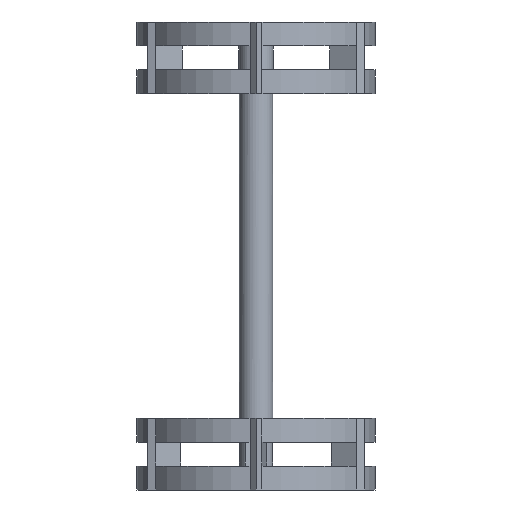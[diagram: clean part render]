
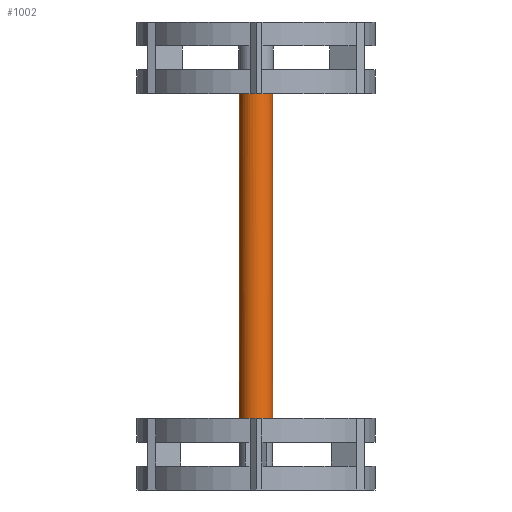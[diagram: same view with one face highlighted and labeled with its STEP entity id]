
A CAD part, front view. The second image highlights one B-rep face of the part: STEP entity #1002.
In plain terms, the highlighted cylindrical face has radius 14 mm (diameter 28 mm), a partial arc.
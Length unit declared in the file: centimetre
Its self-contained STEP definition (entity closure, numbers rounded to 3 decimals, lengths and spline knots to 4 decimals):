
#136 = CIRCLE ( 'NONE', #1031, 1.4 ) ;
#202 = EDGE_CURVE ( 'NONE', #4007, #7149, #4533, .T. ) ;
#226 = DIRECTION ( 'NONE',  ( 1., 0., 0. ) ) ;
#234 = AXIS2_PLACEMENT_3D ( 'NONE', #4925, #3282, #6661 ) ;
#462 = CARTESIAN_POINT ( 'NONE',  ( -1.4, 0., 0. ) ) ;
#558 = VERTEX_POINT ( 'NONE', #2467 ) ;
#591 = CARTESIAN_POINT ( 'NONE',  ( 0., 0., -27.2 ) ) ;
#860 = EDGE_CURVE ( 'NONE', #870, #2286, #1763, .T. ) ;
#870 = VERTEX_POINT ( 'NONE', #3437 ) ;
#871 = DIRECTION ( 'NONE',  ( 1., 0., 0. ) ) ;
#907 = CARTESIAN_POINT ( 'NONE',  ( 0., 0., -27.2 ) ) ;
#1002 = ADVANCED_FACE ( 'NONE', ( #6899 ), #1856, .T. ) ;
#1031 = AXIS2_PLACEMENT_3D ( 'NONE', #6902, #5259, #226 ) ;
#1131 = ORIENTED_EDGE ( 'NONE', *, *, #202, .T. ) ;
#1136 = EDGE_CURVE ( 'NONE', #2678, #7149, #2979, .T. ) ;
#1146 = DIRECTION ( 'NONE',  ( 0., 0., 1. ) ) ;
#1252 = DIRECTION ( 'NONE',  ( 1., 0., 0. ) ) ;
#1290 = AXIS2_PLACEMENT_3D ( 'NONE', #2478, #6892, #3532 ) ;
#1369 = CARTESIAN_POINT ( 'NONE',  ( 1.3825, -0.2208, -27.2 ) ) ;
#1390 = CARTESIAN_POINT ( 'NONE',  ( 0., 0., 0. ) ) ;
#1436 = AXIS2_PLACEMENT_3D ( 'NONE', #2340, #1146, #1252 ) ;
#1496 = ORIENTED_EDGE ( 'NONE', *, *, #1136, .F. ) ;
#1528 = EDGE_CURVE ( 'NONE', #558, #6774, #3968, .T. ) ;
#1660 = CARTESIAN_POINT ( 'NONE',  ( -0.5, -1.3077, -27.2 ) ) ;
#1675 = EDGE_LOOP ( 'NONE', ( #5247, #3712, #5674, #5337, #3768, #6571, #6853, #4739, #1131, #1496 ) ) ;
#1678 = DIRECTION ( 'NONE',  ( 0., 0., 1. ) ) ;
#1706 = AXIS2_PLACEMENT_3D ( 'NONE', #6234, #4496, #6255 ) ;
#1763 = CIRCLE ( 'NONE', #1436, 1.4 ) ;
#1781 = VECTOR ( 'NONE', #6227, 100. ) ;
#1856 = CYLINDRICAL_SURFACE ( 'NONE', #1290, 1.4 ) ;
#1955 = EDGE_CURVE ( 'NONE', #6774, #4007, #4639, .T. ) ;
#1970 = LINE ( 'NONE', #5502, #4205 ) ;
#2009 = DIRECTION ( 'NONE',  ( 1., 0., 0. ) ) ;
#2161 = EDGE_CURVE ( 'NONE', #5138, #3318, #136, .T. ) ;
#2233 = DIRECTION ( 'NONE',  ( 1., 0., 0. ) ) ;
#2286 = VERTEX_POINT ( 'NONE', #6289 ) ;
#2340 = CARTESIAN_POINT ( 'NONE',  ( 0., 0., -27.2 ) ) ;
#2460 = DIRECTION ( 'NONE',  ( 1., 0., 0. ) ) ;
#2467 = CARTESIAN_POINT ( 'NONE',  ( 0.8825, -1.0868, -27.2 ) ) ;
#2478 = CARTESIAN_POINT ( 'NONE',  ( 0., 0., -27.2 ) ) ;
#2678 = VERTEX_POINT ( 'NONE', #462 ) ;
#2979 = CIRCLE ( 'NONE', #6428, 1.4 ) ;
#2996 = EDGE_CURVE ( 'NONE', #3755, #558, #6676, .T. ) ;
#3127 = CARTESIAN_POINT ( 'NONE',  ( 1.4, 0., -27.2 ) ) ;
#3139 = EDGE_CURVE ( 'NONE', #870, #2678, #1970, .T. ) ;
#3203 = DIRECTION ( 'NONE',  ( 0., 0., 1. ) ) ;
#3282 = DIRECTION ( 'NONE',  ( 0., 0., 1. ) ) ;
#3318 = VERTEX_POINT ( 'NONE', #1660 ) ;
#3424 = EDGE_CURVE ( 'NONE', #3318, #3755, #5084, .T. ) ;
#3437 = CARTESIAN_POINT ( 'NONE',  ( -1.4, 0., -27.2 ) ) ;
#3532 = DIRECTION ( 'NONE',  ( 1., 0., 0. ) ) ;
#3556 = CARTESIAN_POINT ( 'NONE',  ( 0., 0., -27.2 ) ) ;
#3712 = ORIENTED_EDGE ( 'NONE', *, *, #860, .T. ) ;
#3755 = VERTEX_POINT ( 'NONE', #3964 ) ;
#3768 = ORIENTED_EDGE ( 'NONE', *, *, #3424, .T. ) ;
#3882 = AXIS2_PLACEMENT_3D ( 'NONE', #907, #3203, #2009 ) ;
#3964 = CARTESIAN_POINT ( 'NONE',  ( 0.5, -1.3077, -27.2 ) ) ;
#3968 = CIRCLE ( 'NONE', #1706, 1.4 ) ;
#4007 = VERTEX_POINT ( 'NONE', #4756 ) ;
#4205 = VECTOR ( 'NONE', #6119, 100. ) ;
#4496 = DIRECTION ( 'NONE',  ( 0., 0., 1. ) ) ;
#4533 = LINE ( 'NONE', #3127, #1781 ) ;
#4639 = CIRCLE ( 'NONE', #7159, 1.4 ) ;
#4739 = ORIENTED_EDGE ( 'NONE', *, *, #1955, .T. ) ;
#4756 = CARTESIAN_POINT ( 'NONE',  ( 1.4, 0., -27.2 ) ) ;
#4925 = CARTESIAN_POINT ( 'NONE',  ( 0., 0., -27.2 ) ) ;
#5084 = CIRCLE ( 'NONE', #5299, 1.4 ) ;
#5138 = VERTEX_POINT ( 'NONE', #6497 ) ;
#5247 = ORIENTED_EDGE ( 'NONE', *, *, #3139, .F. ) ;
#5259 = DIRECTION ( 'NONE',  ( 0., 0., 1. ) ) ;
#5299 = AXIS2_PLACEMENT_3D ( 'NONE', #3556, #5794, #2460 ) ;
#5330 = DIRECTION ( 'NONE',  ( 0., 0., 1. ) ) ;
#5337 = ORIENTED_EDGE ( 'NONE', *, *, #2161, .T. ) ;
#5462 = CARTESIAN_POINT ( 'NONE',  ( 1.4, 0., 0. ) ) ;
#5502 = CARTESIAN_POINT ( 'NONE',  ( -1.4, 0., -27.2 ) ) ;
#5674 = ORIENTED_EDGE ( 'NONE', *, *, #6562, .T. ) ;
#5794 = DIRECTION ( 'NONE',  ( 0., 0., 1. ) ) ;
#6119 = DIRECTION ( 'NONE',  ( 0., 0., 1. ) ) ;
#6227 = DIRECTION ( 'NONE',  ( 0., 0., 1. ) ) ;
#6234 = CARTESIAN_POINT ( 'NONE',  ( 0., 0., -27.2 ) ) ;
#6255 = DIRECTION ( 'NONE',  ( 1., 0., 0. ) ) ;
#6289 = CARTESIAN_POINT ( 'NONE',  ( -1.3825, -0.2208, -27.2 ) ) ;
#6428 = AXIS2_PLACEMENT_3D ( 'NONE', #1390, #5330, #871 ) ;
#6497 = CARTESIAN_POINT ( 'NONE',  ( -0.8825, -1.0868, -27.2 ) ) ;
#6562 = EDGE_CURVE ( 'NONE', #2286, #5138, #6608, .T. ) ;
#6571 = ORIENTED_EDGE ( 'NONE', *, *, #2996, .T. ) ;
#6608 = CIRCLE ( 'NONE', #234, 1.4 ) ;
#6661 = DIRECTION ( 'NONE',  ( 1., 0., 0. ) ) ;
#6676 = CIRCLE ( 'NONE', #3882, 1.4 ) ;
#6774 = VERTEX_POINT ( 'NONE', #1369 ) ;
#6853 = ORIENTED_EDGE ( 'NONE', *, *, #1528, .T. ) ;
#6892 = DIRECTION ( 'NONE',  ( 0., 0., 1. ) ) ;
#6899 = FACE_OUTER_BOUND ( 'NONE', #1675, .T. ) ;
#6902 = CARTESIAN_POINT ( 'NONE',  ( 0., 0., -27.2 ) ) ;
#7149 = VERTEX_POINT ( 'NONE', #5462 ) ;
#7159 = AXIS2_PLACEMENT_3D ( 'NONE', #591, #1678, #2233 ) ;
